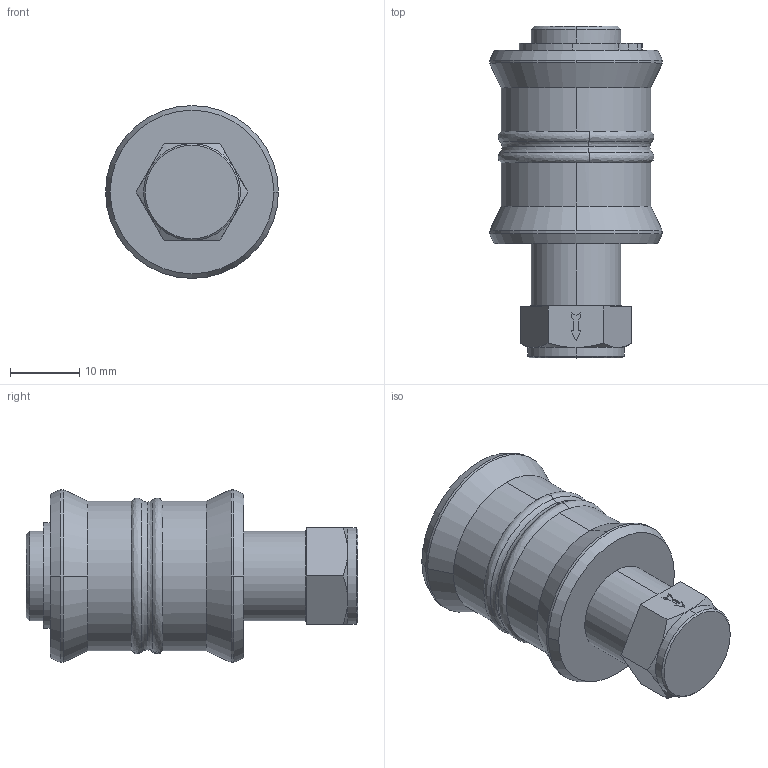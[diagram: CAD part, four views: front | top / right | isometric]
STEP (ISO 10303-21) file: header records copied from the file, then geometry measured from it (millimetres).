
FILE_DESCRIPTION (( 'STEP AP214' ), '1' );
FILE_NAME ('HSV01.STEP', '2018-09-03T13:17:15', ( '' ), ( '' ), 'SwSTEP 2.0', 'SolidWorks 2018', '' );
FILE_SCHEMA (( 'AUTOMOTIVE_DESIGN' ));
Length unit declared in the file: millimetre
Products named in the file (1): HSV01
Bounding box: 25 x 48 x 25 mm (x, y, z)
Volume: 14145.3 mm3; surface area: 3911 mm2
Topology: 1 solids, 1 shells, 82 faces, 202 edges, 126 vertices
Faces by surface type: plane 30, cylinder 24, cone 18, bspline 8, torus 2
Entity records: 2582 total; most frequent: CARTESIAN_POINT 609, DIRECTION 420, ORIENTED_EDGE 404, EDGE_CURVE 202, AXIS2_PLACEMENT_3D 161, VERTEX_POINT 126, VECTOR 98, LINE 98
